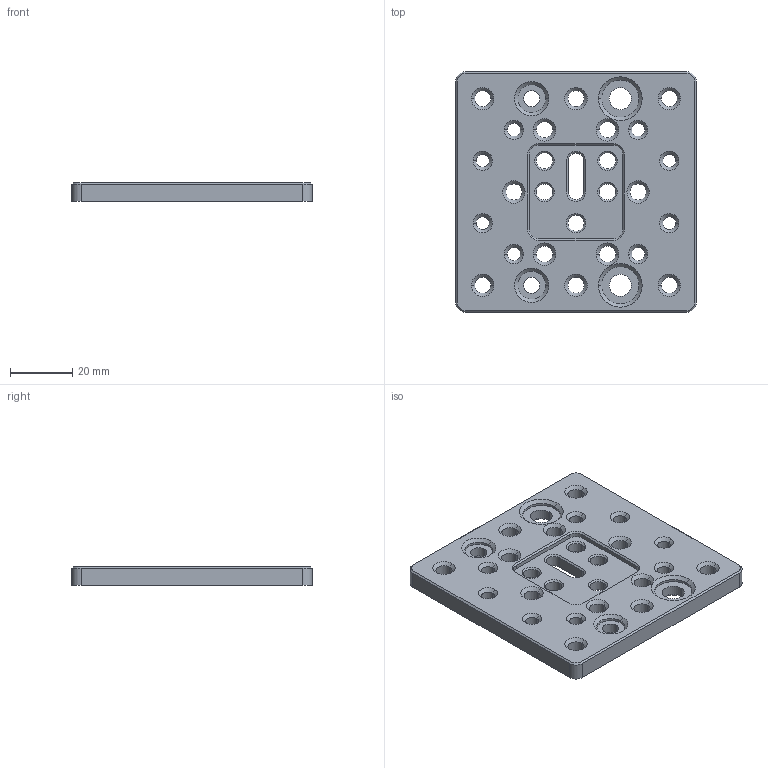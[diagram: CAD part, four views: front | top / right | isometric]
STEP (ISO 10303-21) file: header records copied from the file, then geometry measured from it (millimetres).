
FILE_DESCRIPTION (( 'STEP AP214' ), '1' );
FILE_NAME ('A243 Ïëàñòèíà ïîðòàëüíàÿ 77õ77 (Ñ-ïðîôèëÿ).STEP', '2019-09-02T11:29:17', ( 'Windows User' ), ( '' ), 'SwSTEP 2.0', 'SolidWorks 2018', '' );
FILE_SCHEMA (( 'AUTOMOTIVE_DESIGN' ));
Length unit declared in the file: millimetre
Products named in the file (1): A243 Ïëàñòèíà ïîðòàëüíàÿ 77õ77 (Ñ-ïðîôèëÿ)
Bounding box: 77 x 77 x 6 mm (x, y, z)
Volume: 29316.5 mm3; surface area: 14816.4 mm2
Topology: 1 solids, 1 shells, 229 faces, 530 edges, 308 vertices
Faces by surface type: cone 126, cylinder 76, plane 27
Entity records: 6784 total; most frequent: DIRECTION 1268, CARTESIAN_POINT 1068, ORIENTED_EDGE 1060, EDGE_CURVE 530, AXIS2_PLACEMENT_3D 508, VERTEX_POINT 308, EDGE_LOOP 294, CIRCLE 278
